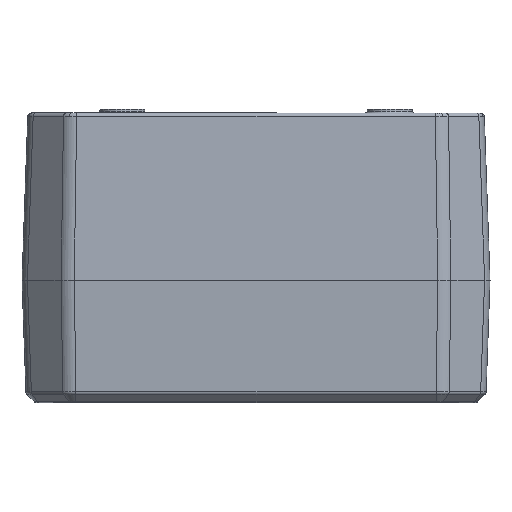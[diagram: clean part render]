
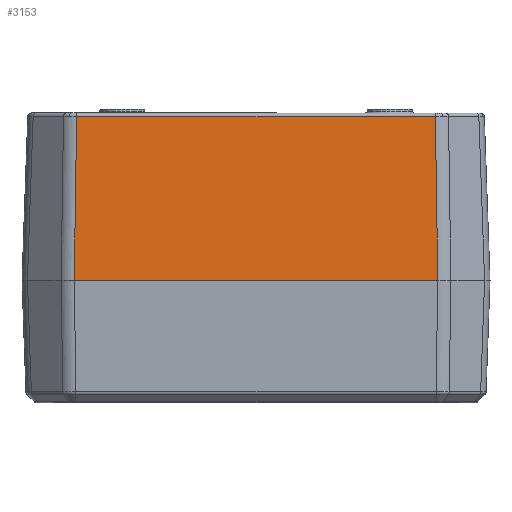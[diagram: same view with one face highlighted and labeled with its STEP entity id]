
A CAD part, left-side view. The second image highlights one B-rep face of the part: STEP entity #3153.
In plain terms, the highlighted planar face has unit normal (-0.999, 0, 0.035).
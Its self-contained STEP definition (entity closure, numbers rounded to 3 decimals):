
#2232 = EDGE_CURVE ( 'NONE', #14955, #11141, #39032, .T. ) ;
#3153 = ADVANCED_FACE ( 'Defeatured_0414', ( #38844 ), #24979, .T. ) ;
#5955 = CARTESIAN_POINT ( 'NONE',  ( -59.95, -48.909, -44.557 ) ) ;
#7109 = DIRECTION ( 'NONE',  ( 0., 1., 0. ) ) ;
#11141 = VERTEX_POINT ( 'NONE', #39891 ) ;
#11151 = EDGE_CURVE ( 'Defeatured_0414+Defeatured_0433+Defeatured_0421+Defeatured_0426', #18272, #17011, #25082, .T. ) ;
#14955 = VERTEX_POINT ( 'NONE', #20380 ) ;
#15147 = EDGE_LOOP ( 'NONE', ( #19017, #20382, #25436, #21134 ) ) ;
#16605 = VECTOR ( 'NONE', #7109, 1000. ) ;
#17011 = VERTEX_POINT ( 'NONE', #40435 ) ;
#17078 = DIRECTION ( 'NONE',  ( -0.999, 0., 0.035 ) ) ;
#17797 = VECTOR ( 'NONE', #41715, 1000. ) ;
#18272 = VERTEX_POINT ( 'NONE', #31210 ) ;
#18830 = EDGE_CURVE ( 'NONE', #14955, #18272, #35379, .T. ) ;
#19017 = ORIENTED_EDGE ( 'NONE', *, *, #18830, .T. ) ;
#20380 = CARTESIAN_POINT ( 'NONE',  ( -60., -48.93, -46. ) ) ;
#20382 = ORIENTED_EDGE ( 'NONE', *, *, #11151, .T. ) ;
#21134 = ORIENTED_EDGE ( 'NONE', *, *, #2232, .F. ) ;
#22184 = LINE ( 'NONE', #44682, #33897 ) ;
#24979 = PLANE ( 'NONE',  #44594 ) ;
#25082 = LINE ( 'NONE', #36063, #16605 ) ;
#25436 = ORIENTED_EDGE ( 'NONE', *, *, #26289, .T. ) ;
#26289 = EDGE_CURVE ( 'NONE', #17011, #11141, #22184, .T. ) ;
#27112 = CARTESIAN_POINT ( 'NONE',  ( -60., 51., -46. ) ) ;
#30094 = VECTOR ( 'NONE', #46186, 1000. ) ;
#31210 = CARTESIAN_POINT ( 'NONE',  ( -58.462, -48.293, -1.965 ) ) ;
#31671 = DIRECTION ( 'NONE',  ( -0.035, 0., -0.999 ) ) ;
#33897 = VECTOR ( 'NONE', #47343, 1000. ) ;
#35255 = CARTESIAN_POINT ( 'NONE',  ( -60., 51., -46. ) ) ;
#35379 = LINE ( 'NONE', #5955, #30094 ) ;
#36063 = CARTESIAN_POINT ( 'NONE',  ( -58.462, 48.279, -1.965 ) ) ;
#38844 = FACE_OUTER_BOUND ( 'NONE', #15147, .T. ) ;
#39032 = LINE ( 'NONE', #27112, #17797 ) ;
#39891 = CARTESIAN_POINT ( 'NONE',  ( -60., 48.93, -46. ) ) ;
#40435 = CARTESIAN_POINT ( 'NONE',  ( -58.462, 48.293, -1.965 ) ) ;
#41715 = DIRECTION ( 'NONE',  ( 0., 1., 0. ) ) ;
#44594 = AXIS2_PLACEMENT_3D ( 'NONE', #35255, #17078, #31671 ) ;
#44682 = CARTESIAN_POINT ( 'NONE',  ( -60.001, 48.931, -46.03 ) ) ;
#46186 = DIRECTION ( 'NONE',  ( 0.035, 0.014, 0.999 ) ) ;
#47343 = DIRECTION ( 'NONE',  ( -0.035, 0.014, -0.999 ) ) ;
